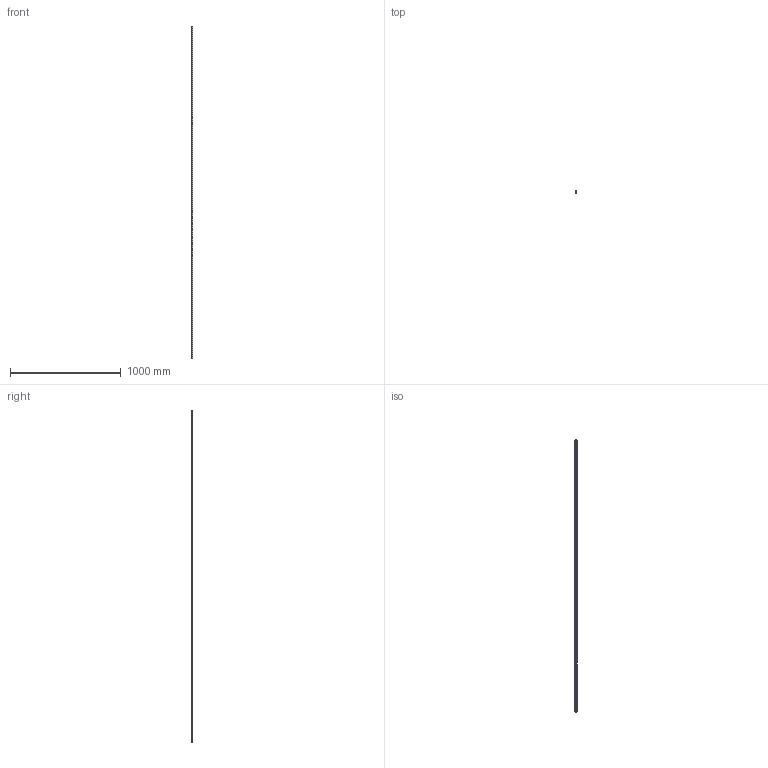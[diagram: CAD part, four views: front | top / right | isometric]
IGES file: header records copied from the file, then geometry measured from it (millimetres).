
Start section: SolidWorks IGES file using analytic representation for surfaces
Global section: file name: S0223-61743.IGS; native system: SolidWorks 2011; preprocessor: SolidWorks 2011; author: turcimas; date: 110404.175640; units: millimetre
Bounding box: 18 x 16.44 x 3000 mm (x, y, z)
Surface area: 402856.1 mm2
Topology: 2 solids, 2 shells, 20 faces, 48 edges, 32 vertices
Faces by surface type: plane 16, revolution 4
